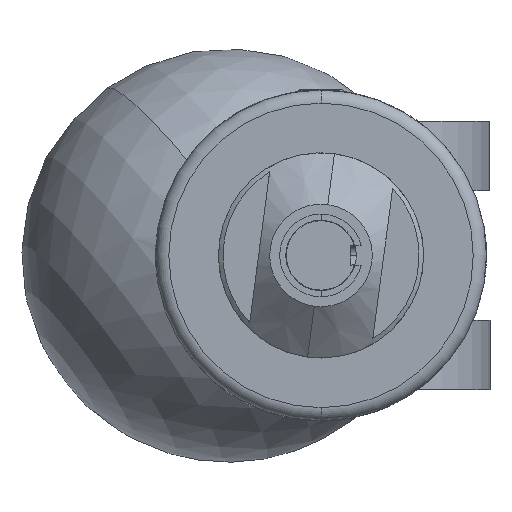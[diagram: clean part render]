
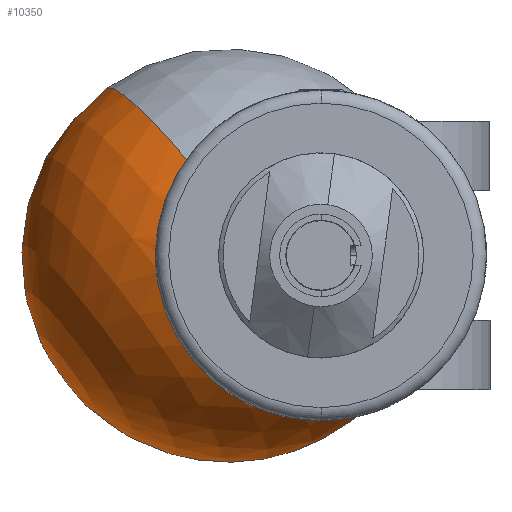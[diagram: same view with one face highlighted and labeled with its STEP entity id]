
A CAD part, left-side view. The second image highlights one B-rep face of the part: STEP entity #10350.
In plain terms, the highlighted spherical face has radius 15.875 mm.
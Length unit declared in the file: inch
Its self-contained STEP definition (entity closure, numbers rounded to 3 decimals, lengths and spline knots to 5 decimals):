
#233 = CARTESIAN_POINT ( 'NONE',  ( 5.19453, 0.04597, -0.20274 ) ) ;
#1256 = AXIS2_PLACEMENT_3D ( 'NONE', #8975, #12182, #1284 ) ;
#1284 = DIRECTION ( 'NONE',  ( 0.127, -0.801, 0.585 ) ) ;
#1812 = VERTEX_POINT ( 'NONE', #12205 ) ;
#1881 = VERTEX_POINT ( 'NONE', #4248 ) ;
#2388 = EDGE_LOOP ( 'NONE', ( #2467, #10813, #11404, #8263 ) ) ;
#2467 = ORIENTED_EDGE ( 'NONE', *, *, #3824, .F. ) ;
#2657 = EDGE_CURVE ( 'NONE', #8711, #1812, #10274, .T. ) ;
#3104 = AXIS2_PLACEMENT_3D ( 'NONE', #10461, #8284, #6422 ) ;
#3137 = DIRECTION ( 'NONE',  ( 0.127, -0.801, 0.585 ) ) ;
#3166 = CARTESIAN_POINT ( 'NONE',  ( 6.35472, 0.37782, 0. ) ) ;
#3434 = CARTESIAN_POINT ( 'NONE',  ( 5.73742, 0.28004, 0. ) ) ;
#3824 = EDGE_CURVE ( 'NONE', #7412, #1881, #8354, .T. ) ;
#4248 = CARTESIAN_POINT ( 'NONE',  ( 5.14877, 0.3349, 0.20274 ) ) ;
#4386 = CIRCLE ( 'NONE', #1256, 0.25 ) ;
#5037 = DIRECTION ( 'NONE',  ( 0.988, 0.156, 0. ) ) ;
#5182 = AXIS2_PLACEMENT_3D ( 'NONE', #3434, #11159, #7834 ) ;
#5810 = EDGE_CURVE ( 'NONE', #1812, #1881, #4386, .T. ) ;
#6089 = CARTESIAN_POINT ( 'NONE',  ( 5.17165, 0.19044, 0. ) ) ;
#6422 = DIRECTION ( 'NONE',  ( 0., 0.59, 0.808 ) ) ;
#6511 = DIRECTION ( 'NONE',  ( 0., -0.59, -0.808 ) ) ;
#7412 = VERTEX_POINT ( 'NONE', #3166 ) ;
#7522 = CARTESIAN_POINT ( 'NONE',  ( 5.73742, 0.28004, 0. ) ) ;
#7834 = DIRECTION ( 'NONE',  ( 0.092, -0.578, -0.811 ) ) ;
#8263 = ORIENTED_EDGE ( 'NONE', *, *, #5810, .T. ) ;
#8284 = DIRECTION ( 'NONE',  ( -0.127, 0.801, -0.585 ) ) ;
#8354 = CIRCLE ( 'NONE', #12530, 0.625 ) ;
#8711 = VERTEX_POINT ( 'NONE', #233 ) ;
#8975 = CARTESIAN_POINT ( 'NONE',  ( 5.17165, 0.19044, 0. ) ) ;
#9307 = FACE_OUTER_BOUND ( 'NONE', #2388, .T. ) ;
#10274 = CIRCLE ( 'NONE', #11341, 0.25 ) ;
#10277 = DIRECTION ( 'NONE',  ( 0.127, -0.801, 0.585 ) ) ;
#10350 = ADVANCED_FACE ( 'NONE', ( #9307 ), #12388, .T. ) ;
#10397 = CIRCLE ( 'NONE', #3104, 0.625 ) ;
#10461 = CARTESIAN_POINT ( 'NONE',  ( 5.73742, 0.28004, 0. ) ) ;
#10579 = EDGE_CURVE ( 'NONE', #7412, #8711, #10397, .T. ) ;
#10813 = ORIENTED_EDGE ( 'NONE', *, *, #10579, .T. ) ;
#11159 = DIRECTION ( 'NONE',  ( 0.127, -0.801, 0.585 ) ) ;
#11341 = AXIS2_PLACEMENT_3D ( 'NONE', #6089, #5037, #3137 ) ;
#11404 = ORIENTED_EDGE ( 'NONE', *, *, #2657, .T. ) ;
#12182 = DIRECTION ( 'NONE',  ( 0.988, 0.156, 0. ) ) ;
#12205 = CARTESIAN_POINT ( 'NONE',  ( 5.13993, 0.39068, -0.14627 ) ) ;
#12388 = SPHERICAL_SURFACE ( 'NONE', #5182, 0.625 ) ;
#12530 = AXIS2_PLACEMENT_3D ( 'NONE', #7522, #10277, #6511 ) ;
